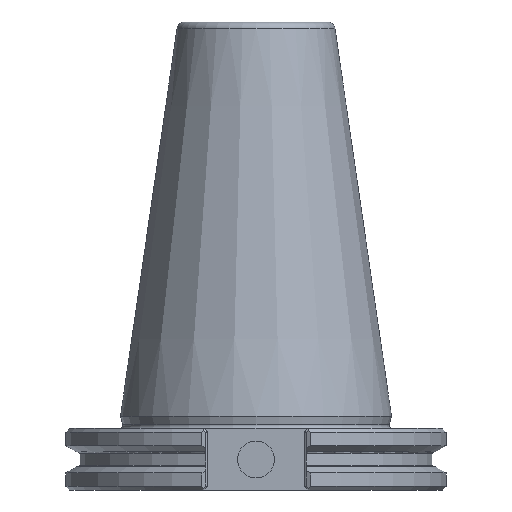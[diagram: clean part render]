
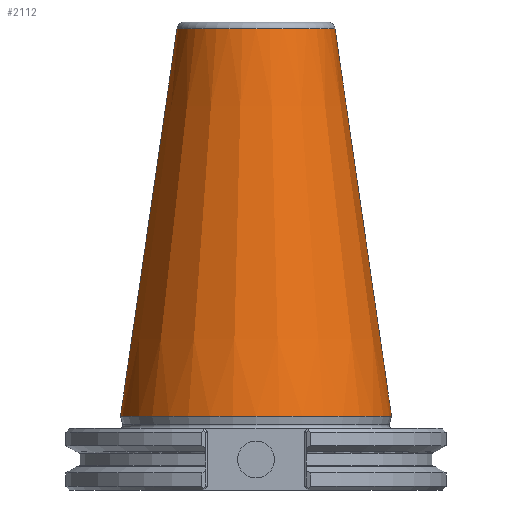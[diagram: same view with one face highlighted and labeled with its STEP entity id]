
A CAD part, front view. The second image highlights one B-rep face of the part: STEP entity #2112.
In plain terms, the highlighted conical face has half-angle 8.297 degrees and reference radius 20.358 mm.
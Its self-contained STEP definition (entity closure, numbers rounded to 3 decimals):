
#121=CONICAL_SURFACE('',#2262,20.358,0.145);
#647=ORIENTED_EDGE('',*,*,#734,.T.);
#648=ORIENTED_EDGE('',*,*,#890,.F.);
#734=EDGE_CURVE('',#939,#939,#1072,.T.);
#890=EDGE_CURVE('',#1039,#1039,#1102,.T.);
#939=VERTEX_POINT('',#2750);
#1039=VERTEX_POINT('',#3189);
#1072=CIRCLE('',#2156,34.925);
#1102=CIRCLE('',#2261,20.358);
#1200=EDGE_LOOP('',(#647));
#1201=EDGE_LOOP('',(#648));
#1322=FACE_BOUND('',#1200,.T.);
#1323=FACE_BOUND('',#1201,.T.);
#2112=ADVANCED_FACE('',(#1322,#1323),#121,.T.);
#2156=AXIS2_PLACEMENT_3D('',#2749,#2338,#2339);
#2261=AXIS2_PLACEMENT_3D('',#3188,#2622,#2623);
#2262=AXIS2_PLACEMENT_3D('',#3190,#2624,#2625);
#2338=DIRECTION('',(0.,0.,1.));
#2339=DIRECTION('',(1.,0.,0.));
#2622=DIRECTION('',(0.,0.,1.));
#2623=DIRECTION('',(1.,0.,0.));
#2624=DIRECTION('',(0.,0.,-1.));
#2625=DIRECTION('',(-1.,0.,0.));
#2749=CARTESIAN_POINT('',(0.,0.,0.));
#2750=CARTESIAN_POINT('',(34.925,0.,0.));
#3188=CARTESIAN_POINT('',(0.,0.,99.889));
#3189=CARTESIAN_POINT('',(20.358,0.,99.889));
#3190=CARTESIAN_POINT('',(0.,0.,99.889));
